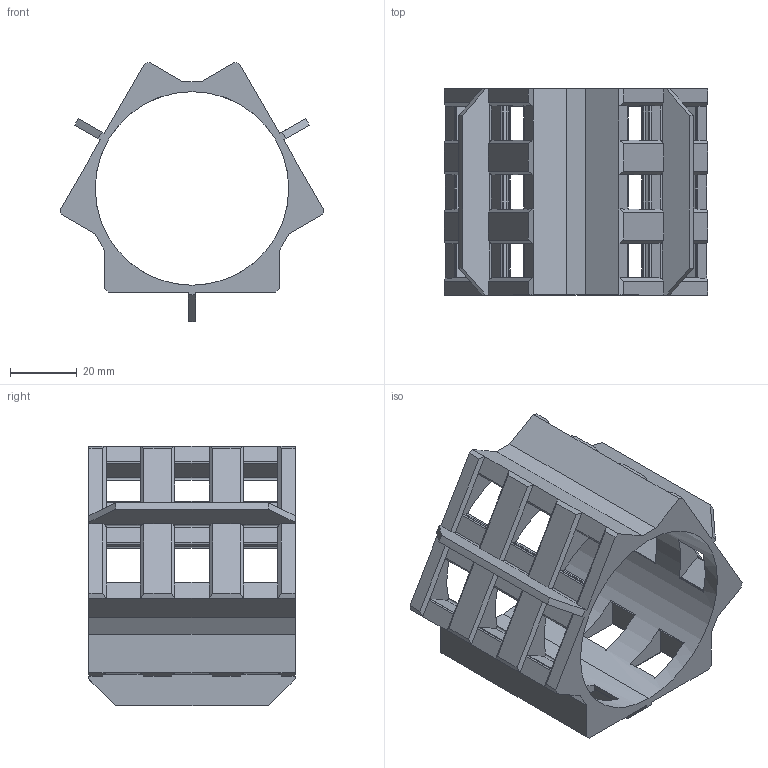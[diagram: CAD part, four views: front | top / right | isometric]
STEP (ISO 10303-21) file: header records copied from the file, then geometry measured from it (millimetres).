
FILE_DESCRIPTION (( 'STEP AP214' ), '1' );
FILE_NAME ('body.STEP', '2024-03-27T18:10:28', ( '' ), ( '' ), 'SwSTEP 2.0', 'SolidWorks 2024', '' );
FILE_SCHEMA (( 'AUTOMOTIVE_DESIGN' ));
Length unit declared in the file: millimetre
Products named in the file (1): body
Bounding box: 78.85 x 61.8 x 77.69 mm (x, y, z)
Volume: 52166.5 mm3; surface area: 31511.8 mm2
Topology: 1 solids, 1 shells, 330 faces, 929 edges, 583 vertices
Faces by surface type: plane 185, cylinder 138, cone 7
Entity records: 10639 total; most frequent: CARTESIAN_POINT 2095, ORIENTED_EDGE 1858, DIRECTION 1754, EDGE_CURVE 929, LINE 598, VECTOR 598, VERTEX_POINT 583, AXIS2_PLACEMENT_3D 578
